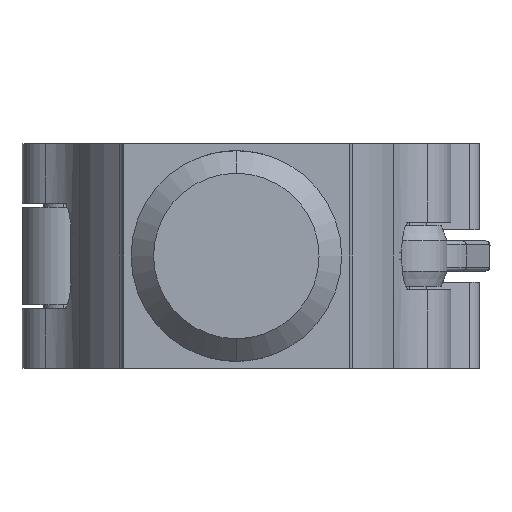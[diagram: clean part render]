
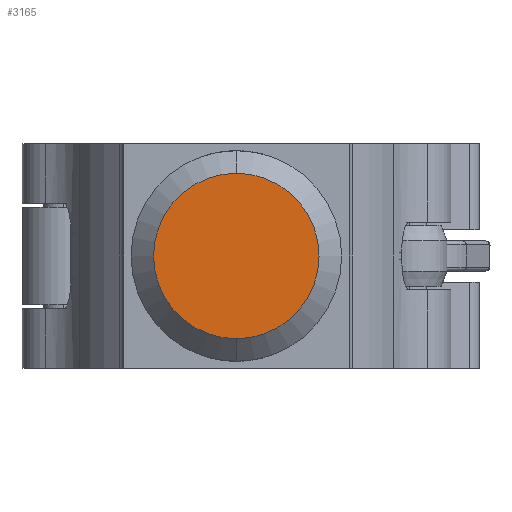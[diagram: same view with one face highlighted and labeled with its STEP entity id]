
A CAD part, front view. The second image highlights one B-rep face of the part: STEP entity #3165.
In plain terms, the highlighted planar face has unit normal (0, -1, 0).
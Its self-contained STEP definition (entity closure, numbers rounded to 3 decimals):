
#706 = DIRECTION ( 'NONE',  ( 0., -1., 0. ) ) ;
#1760 = CARTESIAN_POINT ( 'NONE',  ( 0., 0., 0. ) ) ;
#3165 = ADVANCED_FACE ( 'NONE', ( #18337 ), #14533, .T. ) ;
#3383 = CIRCLE ( 'NONE', #6502, 11. ) ;
#4457 = DIRECTION ( 'NONE',  ( 0., -1., 0. ) ) ;
#4776 = DIRECTION ( 'NONE',  ( 0., -1., 0. ) ) ;
#5063 = CIRCLE ( 'NONE', #7605, 11. ) ;
#6149 = CARTESIAN_POINT ( 'NONE',  ( 0., 0., -11. ) ) ;
#6502 = AXIS2_PLACEMENT_3D ( 'NONE', #1760, #4776, #21168 ) ;
#7605 = AXIS2_PLACEMENT_3D ( 'NONE', #20092, #706, #13856 ) ;
#7697 = AXIS2_PLACEMENT_3D ( 'NONE', #14328, #4457, #9568 ) ;
#8501 = EDGE_CURVE ( 'NONE', #20747, #18669, #3383, .T. ) ;
#9568 = DIRECTION ( 'NONE',  ( 0., 0., -1. ) ) ;
#12376 = EDGE_CURVE ( 'NONE', #18669, #20747, #5063, .T. ) ;
#12695 = EDGE_LOOP ( 'NONE', ( #21176, #19359 ) ) ;
#13856 = DIRECTION ( 'NONE',  ( 0., 0., -1. ) ) ;
#14328 = CARTESIAN_POINT ( 'NONE',  ( 11., 0., 0. ) ) ;
#14533 = PLANE ( 'NONE',  #7697 ) ;
#18337 = FACE_OUTER_BOUND ( 'NONE', #12695, .T. ) ;
#18669 = VERTEX_POINT ( 'NONE', #6149 ) ;
#19041 = CARTESIAN_POINT ( 'NONE',  ( 0., 0., 11. ) ) ;
#19359 = ORIENTED_EDGE ( 'NONE', *, *, #12376, .T. ) ;
#20092 = CARTESIAN_POINT ( 'NONE',  ( 0., 0., 0. ) ) ;
#20747 = VERTEX_POINT ( 'NONE', #19041 ) ;
#21168 = DIRECTION ( 'NONE',  ( 0., 0., -1. ) ) ;
#21176 = ORIENTED_EDGE ( 'NONE', *, *, #8501, .T. ) ;
